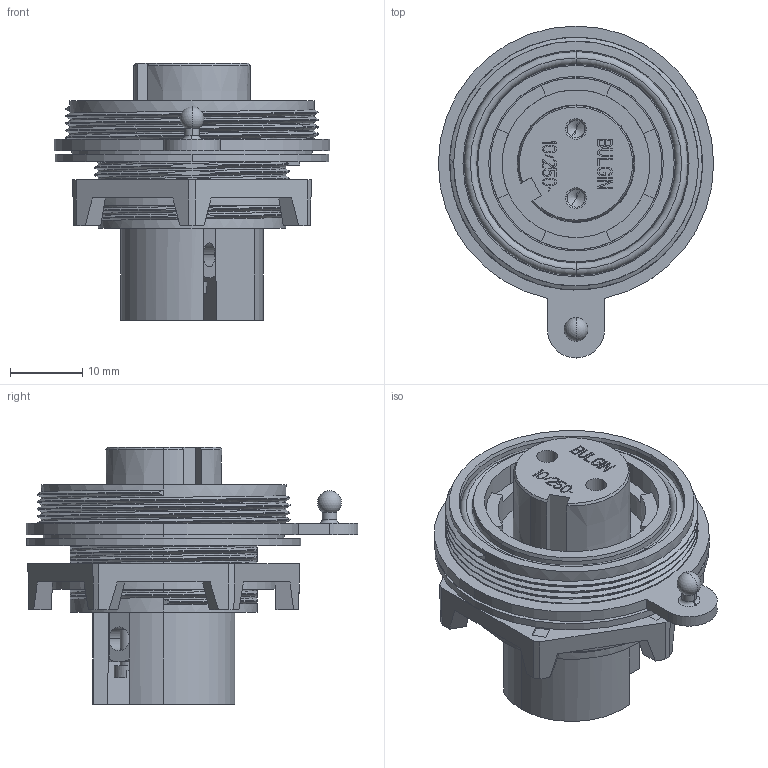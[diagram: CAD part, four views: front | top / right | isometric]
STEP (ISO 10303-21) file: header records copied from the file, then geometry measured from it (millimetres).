
FILE_DESCRIPTION(('STEP AP242'),'1');
FILE_NAME('px0735-s.stp','2023-09-05T13:25:24',('TraceParts'),('TraceParts S.A.'),'Spatial InterOp 3D',' ',' ');
FILE_SCHEMA(('AP242_MANAGED_MODEL_BASED_3D_ENGINEERING_MIM_LF {1 0 10303 442 1 1 4}'));
Length unit declared in the file: millimetre
Products named in the file (1): px0735-s_1
Bounding box: 38.1 x 45.94 x 35.69 mm (x, y, z)
Volume: 14422.7 mm3; surface area: 14612.7 mm2
Topology: 2 solids, 2 shells, 776 faces, 2099 edges, 1368 vertices
Faces by surface type: plane 546, cylinder 106, cone 56, bspline 46, torus 12, sphere 10
Entity records: 32523 total; most frequent: CARTESIAN_POINT 13373, ORIENTED_EDGE 4186, DIRECTION 3608, EDGE_CURVE 2093, LINE 1506, VECTOR 1506, VERTEX_POINT 1368, AXIS2_PLACEMENT_3D 1051
